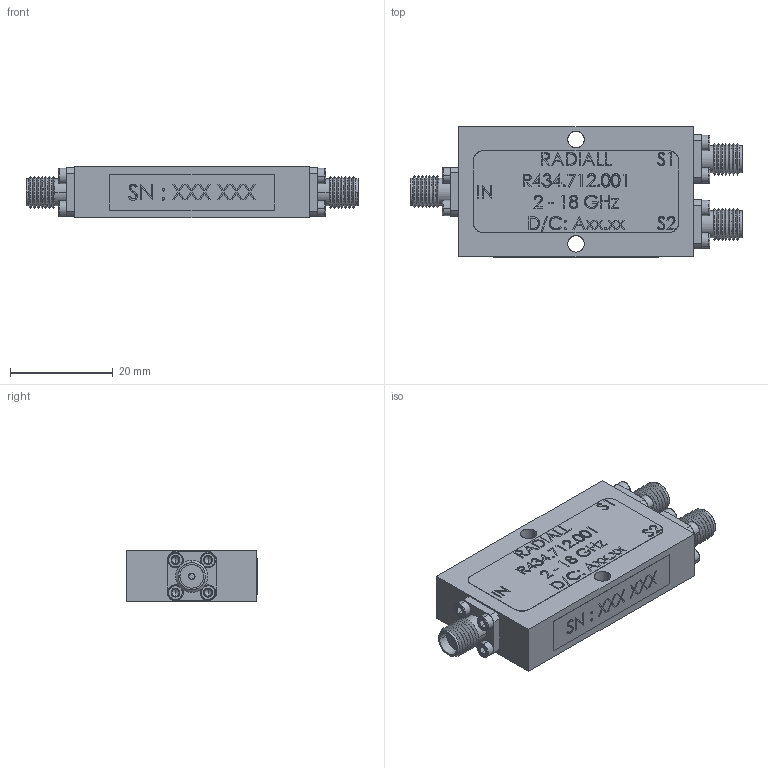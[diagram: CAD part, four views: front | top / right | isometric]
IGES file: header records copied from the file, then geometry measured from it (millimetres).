
Start section: SolidWorks IGES file using analytic representation for surfaces
Global section: file name: R434.712.001.IGS; native system: SolidWorks 2017; preprocessor: SolidWorks 2017; author: nagaraju_p; date: 171109.094058; units: millimetre
Bounding box: 64.7 x 25.5 x 10.08 mm (x, y, z)
Surface area: 6735.5 mm2 (no closed solid volume)
Topology: 0 solids, 0 shells, 1172 faces, 11861 edges, 11813 vertices
Faces by surface type: bspline 810, revolution 362
